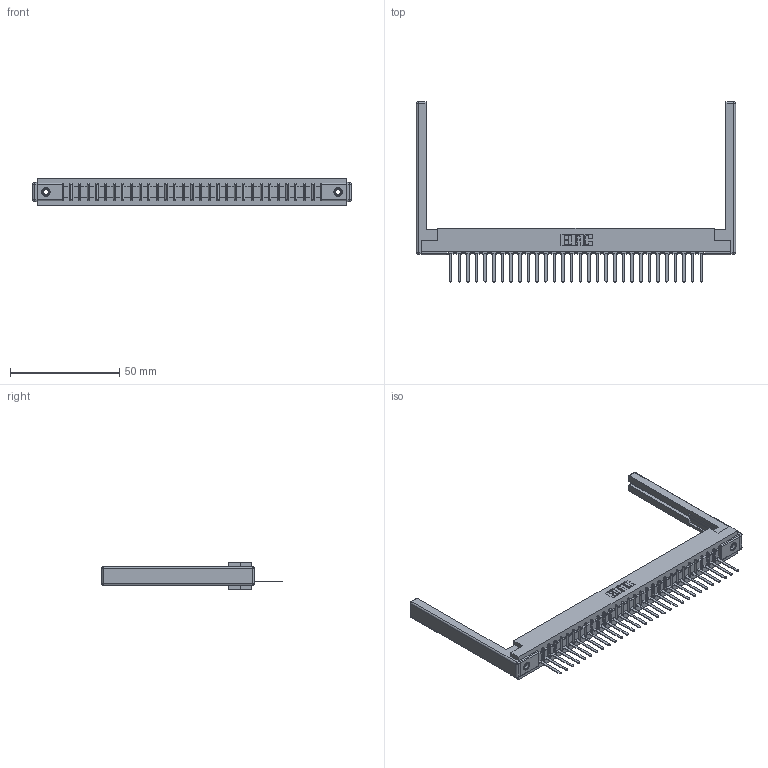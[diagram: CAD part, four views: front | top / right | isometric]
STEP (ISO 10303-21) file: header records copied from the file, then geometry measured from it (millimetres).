
FILE_DESCRIPTION (( 'STEP AP203' ), '1' );
FILE_NAME ('307-030-541-168.STEP', '2019-09-05T04:15:18', ( '' ), ( '' ), 'SwSTEP 2.0', 'SolidWorks 2016', '' );
FILE_SCHEMA (( 'CONFIG_CONTROL_DESIGN' ));
Length unit declared in the file: inch
Products named in the file (5): 345-250-001_345-250-001-102; 307-290-002_541; 307 Part_.156 Dia Mounting Holes; 307-220-068; 307-030-541-168
Assembly tree (35 placements, depth 2):
  307-030-541-168
    307 Part_.156 Dia Mounting Holes
    307-290-002_541  x30
    307-220-068  x2
    345-250-001_345-250-001-102  x2
Bounding box: 146.3 x 82.55 x 12.7 mm (x, y, z)
Volume: 20029.2 mm3; surface area: 23922.9 mm2
Topology: 35 solids, 35 shells, 2523 faces, 7673 edges, 5010 vertices
Faces by surface type: plane 1508, cylinder 929, sphere 70, cone 12, torus 4
Entity records: 30675 total; most frequent: CARTESIAN_POINT 5137, ORIENTED_EDGE 5116, DIRECTION 5014, EDGE_CURVE 2558, LINE 1952, VECTOR 1952, VERTEX_POINT 1654, AXIS2_PLACEMENT_3D 1531
